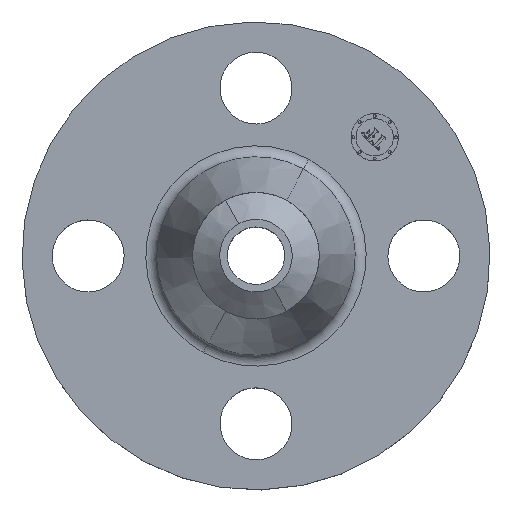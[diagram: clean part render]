
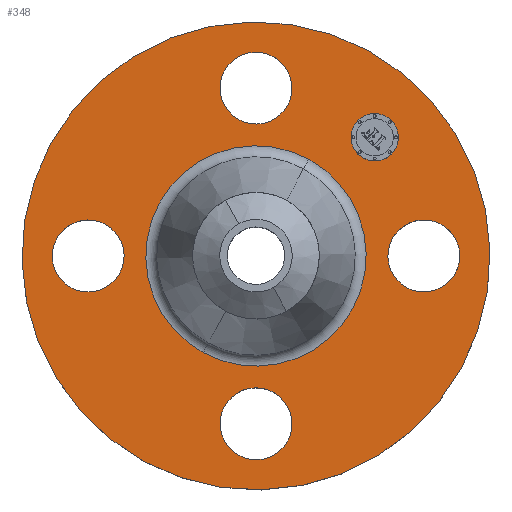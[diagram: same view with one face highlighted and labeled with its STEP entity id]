
A CAD part, top view. The second image highlights one B-rep face of the part: STEP entity #348.
In plain terms, the highlighted planar face has unit normal (0, 0, 1).
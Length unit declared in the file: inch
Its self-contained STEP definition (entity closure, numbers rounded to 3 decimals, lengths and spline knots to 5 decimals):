
#107=AXIS2_PLACEMENT_3D('Circle Axis2P3D',#105,#106,$) ;
#234=AXIS2_PLACEMENT_3D('Plane Axis2P3D',#231,#232,#233) ;
#238=AXIS2_PLACEMENT_3D('Circle Axis2P3D',#236,#237,$) ;
#247=AXIS2_PLACEMENT_3D('Circle Axis2P3D',#245,#246,$) ;
#260=AXIS2_PLACEMENT_3D('Circle Axis2P3D',#258,#259,$) ;
#269=AXIS2_PLACEMENT_3D('Circle Axis2P3D',#267,#268,$) ;
#278=AXIS2_PLACEMENT_3D('Circle Axis2P3D',#276,#277,$) ;
#287=AXIS2_PLACEMENT_3D('Circle Axis2P3D',#285,#286,$) ;
#296=AXIS2_PLACEMENT_3D('Circle Axis2P3D',#294,#295,$) ;
#305=AXIS2_PLACEMENT_3D('Circle Axis2P3D',#303,#304,$) ;
#314=AXIS2_PLACEMENT_3D('Circle Axis2P3D',#312,#313,$) ;
#323=AXIS2_PLACEMENT_3D('Circle Axis2P3D',#321,#322,$) ;
#332=AXIS2_PLACEMENT_3D('Circle Axis2P3D',#330,#331,$) ;
#341=AXIS2_PLACEMENT_3D('Circle Axis2P3D',#339,#340,$) ;
#46=CARTESIAN_POINT('Vertex',(1.42091,0.17978,0.62)) ;
#60=CARTESIAN_POINT('Vertex',(2.07909,-0.17978,0.62)) ;
#64=CARTESIAN_POINT('Control Point',(1.42091,0.17978,0.62)) ;
#65=CARTESIAN_POINT('Control Point',(1.44915,0.23148,0.62)) ;
#66=CARTESIAN_POINT('Control Point',(1.48754,0.27763,0.62)) ;
#67=CARTESIAN_POINT('Control Point',(1.53463,0.31556,0.62)) ;
#68=CARTESIAN_POINT('Control Point',(1.64117,0.37093,0.62)) ;
#69=CARTESIAN_POINT('Control Point',(1.76072,0.3819,0.62)) ;
#70=CARTESIAN_POINT('Control Point',(1.82085,0.37542,0.62)) ;
#71=CARTESIAN_POINT('Control Point',(1.93533,0.33924,0.62)) ;
#72=CARTESIAN_POINT('Control Point',(2.02763,0.26246,0.62)) ;
#73=CARTESIAN_POINT('Control Point',(2.06556,0.21537,0.62)) ;
#74=CARTESIAN_POINT('Control Point',(2.12093,0.10883,0.62)) ;
#75=CARTESIAN_POINT('Control Point',(2.1319,-0.01072,0.62)) ;
#76=CARTESIAN_POINT('Control Point',(2.12542,-0.07085,0.62)) ;
#77=CARTESIAN_POINT('Control Point',(2.10733,-0.12809,0.62)) ;
#78=CARTESIAN_POINT('Control Point',(2.07909,-0.17978,0.62)) ;
#105=CARTESIAN_POINT('Axis2P3D Location',(1.75,0.,0.62)) ;
#231=CARTESIAN_POINT('Axis2P3D Location',(0.,2.44,0.62)) ;
#236=CARTESIAN_POINT('Axis2P3D Location',(0.,0.,0.62)) ;
#240=CARTESIAN_POINT('Vertex',(1.1698,2.1413,0.62)) ;
#242=CARTESIAN_POINT('Vertex',(-1.1698,-2.1413,0.62)) ;
#245=CARTESIAN_POINT('Axis2P3D Location',(0.,0.,0.62)) ;
#258=CARTESIAN_POINT('Axis2P3D Location',(0.,0.,0.62)) ;
#262=CARTESIAN_POINT('Vertex',(-0.55075,-1.00815,0.62)) ;
#264=CARTESIAN_POINT('Vertex',(0.55075,1.00815,0.62)) ;
#267=CARTESIAN_POINT('Axis2P3D Location',(0.,0.,0.62)) ;
#276=CARTESIAN_POINT('Axis2P3D Location',(0.,-1.75,0.62)) ;
#280=CARTESIAN_POINT('Vertex',(-0.17978,-2.07909,0.62)) ;
#282=CARTESIAN_POINT('Vertex',(0.17978,-1.42091,0.62)) ;
#285=CARTESIAN_POINT('Axis2P3D Location',(0.,-1.75,0.62)) ;
#294=CARTESIAN_POINT('Axis2P3D Location',(-1.75,0.,0.62)) ;
#298=CARTESIAN_POINT('Vertex',(-2.07909,0.17978,0.62)) ;
#300=CARTESIAN_POINT('Vertex',(-1.42091,-0.17978,0.62)) ;
#303=CARTESIAN_POINT('Axis2P3D Location',(-1.75,0.,0.62)) ;
#312=CARTESIAN_POINT('Axis2P3D Location',(0.,1.75,0.62)) ;
#316=CARTESIAN_POINT('Vertex',(0.17978,2.07909,0.62)) ;
#318=CARTESIAN_POINT('Vertex',(-0.17978,1.42091,0.62)) ;
#321=CARTESIAN_POINT('Axis2P3D Location',(0.,1.75,0.62)) ;
#330=CARTESIAN_POINT('Axis2P3D Location',(1.23744,1.23744,0.62)) ;
#334=CARTESIAN_POINT('Vertex',(1.06243,1.41245,0.62)) ;
#336=CARTESIAN_POINT('Vertex',(1.41245,1.06243,0.62)) ;
#339=CARTESIAN_POINT('Axis2P3D Location',(1.23744,1.23744,0.62)) ;
#106=DIRECTION('Axis2P3D Direction',(0.,-0.,-0.039)) ;
#232=DIRECTION('Axis2P3D Direction',(0.,0.,-0.039)) ;
#233=DIRECTION('Axis2P3D XDirection',(0.039,0.,0.)) ;
#237=DIRECTION('Axis2P3D Direction',(0.,0.,-0.039)) ;
#246=DIRECTION('Axis2P3D Direction',(0.,0.,-0.039)) ;
#259=DIRECTION('Axis2P3D Direction',(0.,0.,-0.039)) ;
#268=DIRECTION('Axis2P3D Direction',(0.,0.,-0.039)) ;
#277=DIRECTION('Axis2P3D Direction',(0.,0.,-0.039)) ;
#286=DIRECTION('Axis2P3D Direction',(0.,0.,-0.039)) ;
#295=DIRECTION('Axis2P3D Direction',(0.,0.,-0.039)) ;
#304=DIRECTION('Axis2P3D Direction',(0.,0.,-0.039)) ;
#313=DIRECTION('Axis2P3D Direction',(0.,0.,-0.039)) ;
#322=DIRECTION('Axis2P3D Direction',(0.,0.,-0.039)) ;
#331=DIRECTION('Axis2P3D Direction',(0.,0.,-0.039)) ;
#340=DIRECTION('Axis2P3D Direction',(0.,0.,-0.039)) ;
#251=ORIENTED_EDGE('',*,*,#244,.F.) ;
#252=ORIENTED_EDGE('',*,*,#249,.F.) ;
#255=ORIENTED_EDGE('',*,*,#79,.T.) ;
#256=ORIENTED_EDGE('',*,*,#109,.T.) ;
#273=ORIENTED_EDGE('',*,*,#266,.T.) ;
#274=ORIENTED_EDGE('',*,*,#271,.T.) ;
#291=ORIENTED_EDGE('',*,*,#284,.T.) ;
#292=ORIENTED_EDGE('',*,*,#289,.T.) ;
#309=ORIENTED_EDGE('',*,*,#302,.T.) ;
#310=ORIENTED_EDGE('',*,*,#307,.T.) ;
#327=ORIENTED_EDGE('',*,*,#320,.T.) ;
#328=ORIENTED_EDGE('',*,*,#325,.T.) ;
#345=ORIENTED_EDGE('',*,*,#338,.T.) ;
#346=ORIENTED_EDGE('',*,*,#343,.T.) ;
#257=FACE_BOUND('',#254,.T.) ;
#275=FACE_BOUND('',#272,.T.) ;
#293=FACE_BOUND('',#290,.T.) ;
#311=FACE_BOUND('',#308,.T.) ;
#329=FACE_BOUND('',#326,.T.) ;
#347=FACE_BOUND('',#344,.T.) ;
#348=ADVANCED_FACE('PartBody',(#253,#257,#275,#293,#311,#329,#347),#235,.F.) ;
#63=B_SPLINE_CURVE_WITH_KNOTS('',5,(#64,#65,#66,#67,#68,#69,#70,#71,#72,#73,#74,#75,#76,#77,#78),.UNSPECIFIED.,.F.,.U.,(6,3,3,3,6),(-14.96184,-7.48092,0.,7.48092,14.96184),.UNSPECIFIED.) ;
#108=CIRCLE('generated circle',#107,0.375) ;
#239=CIRCLE('generated circle',#238,2.44) ;
#248=CIRCLE('generated circle',#247,2.44) ;
#261=CIRCLE('generated circle',#260,1.14878) ;
#270=CIRCLE('generated circle',#269,1.14878) ;
#279=CIRCLE('generated circle',#278,0.375) ;
#288=CIRCLE('generated circle',#287,0.375) ;
#297=CIRCLE('generated circle',#296,0.375) ;
#306=CIRCLE('generated circle',#305,0.375) ;
#315=CIRCLE('generated circle',#314,0.375) ;
#324=CIRCLE('generated circle',#323,0.375) ;
#333=CIRCLE('generated circle',#332,0.2475) ;
#342=CIRCLE('generated circle',#341,0.2475) ;
#79=EDGE_CURVE('',#47,#61,#63,.T.) ;
#109=EDGE_CURVE('',#61,#47,#108,.T.) ;
#244=EDGE_CURVE('',#241,#243,#239,.T.) ;
#249=EDGE_CURVE('',#243,#241,#248,.T.) ;
#266=EDGE_CURVE('',#263,#265,#261,.T.) ;
#271=EDGE_CURVE('',#265,#263,#270,.T.) ;
#284=EDGE_CURVE('',#281,#283,#279,.T.) ;
#289=EDGE_CURVE('',#283,#281,#288,.T.) ;
#302=EDGE_CURVE('',#299,#301,#297,.T.) ;
#307=EDGE_CURVE('',#301,#299,#306,.T.) ;
#320=EDGE_CURVE('',#317,#319,#315,.T.) ;
#325=EDGE_CURVE('',#319,#317,#324,.T.) ;
#338=EDGE_CURVE('',#335,#337,#333,.T.) ;
#343=EDGE_CURVE('',#337,#335,#342,.T.) ;
#250=EDGE_LOOP('',(#251,#252)) ;
#254=EDGE_LOOP('',(#255,#256)) ;
#272=EDGE_LOOP('',(#273,#274)) ;
#290=EDGE_LOOP('',(#291,#292)) ;
#308=EDGE_LOOP('',(#309,#310)) ;
#326=EDGE_LOOP('',(#327,#328)) ;
#344=EDGE_LOOP('',(#345,#346)) ;
#253=FACE_OUTER_BOUND('',#250,.T.) ;
#235=PLANE('',#234) ;
#47=VERTEX_POINT('',#46) ;
#61=VERTEX_POINT('',#60) ;
#241=VERTEX_POINT('',#240) ;
#243=VERTEX_POINT('',#242) ;
#263=VERTEX_POINT('',#262) ;
#265=VERTEX_POINT('',#264) ;
#281=VERTEX_POINT('',#280) ;
#283=VERTEX_POINT('',#282) ;
#299=VERTEX_POINT('',#298) ;
#301=VERTEX_POINT('',#300) ;
#317=VERTEX_POINT('',#316) ;
#319=VERTEX_POINT('',#318) ;
#335=VERTEX_POINT('',#334) ;
#337=VERTEX_POINT('',#336) ;
